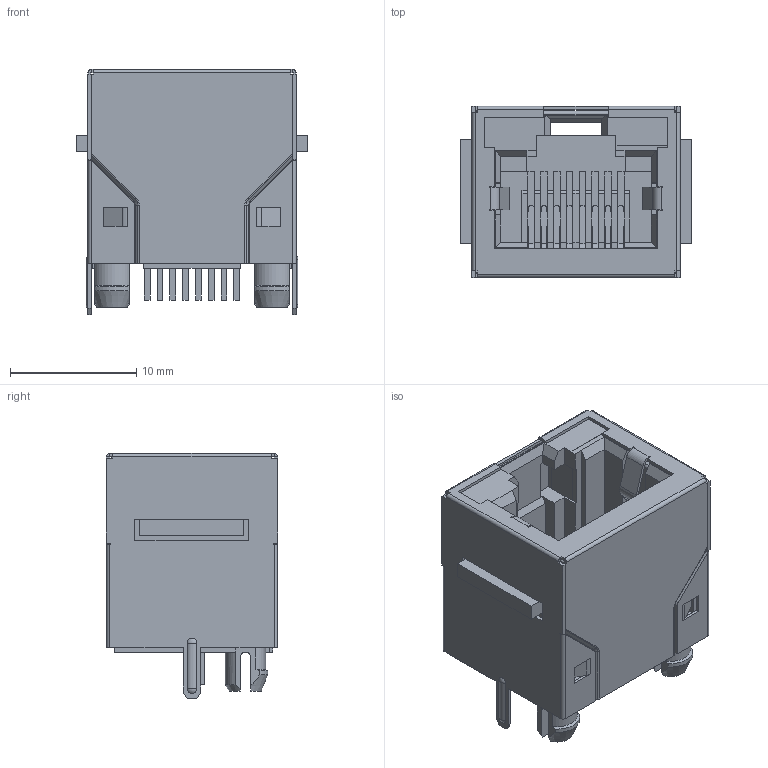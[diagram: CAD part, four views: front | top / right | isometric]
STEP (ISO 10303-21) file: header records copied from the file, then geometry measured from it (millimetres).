
FILE_DESCRIPTION (( 'STEP AP214' ), '1' );
FILE_NAME ('錨璃3.STEP', '2015-11-10T08:13:16', ( '' ), ( '' ), 'SwSTEP 2.0', 'SolidWorks 2014', '' );
FILE_SCHEMA (( 'AUTOMOTIVE_DESIGN' ));
Length unit declared in the file: inch
Bounding box: 18.29 x 13.56 x 19.43 mm (x, y, z)
Volume: 2047.9 mm3; surface area: 4916.7 mm2
Topology: 10 solids, 10 shells, 1241 faces, 3350 edges, 2102 vertices
Faces by surface type: plane 912, cylinder 287, torus 16, cone 14, sphere 12
Entity records: 38417 total; most frequent: CARTESIAN_POINT 6961, ORIENTED_EDGE 6692, DIRECTION 6308, EDGE_CURVE 3346, LINE 2698, VECTOR 2698, VERTEX_POINT 2102, AXIS2_PLACEMENT_3D 1805
